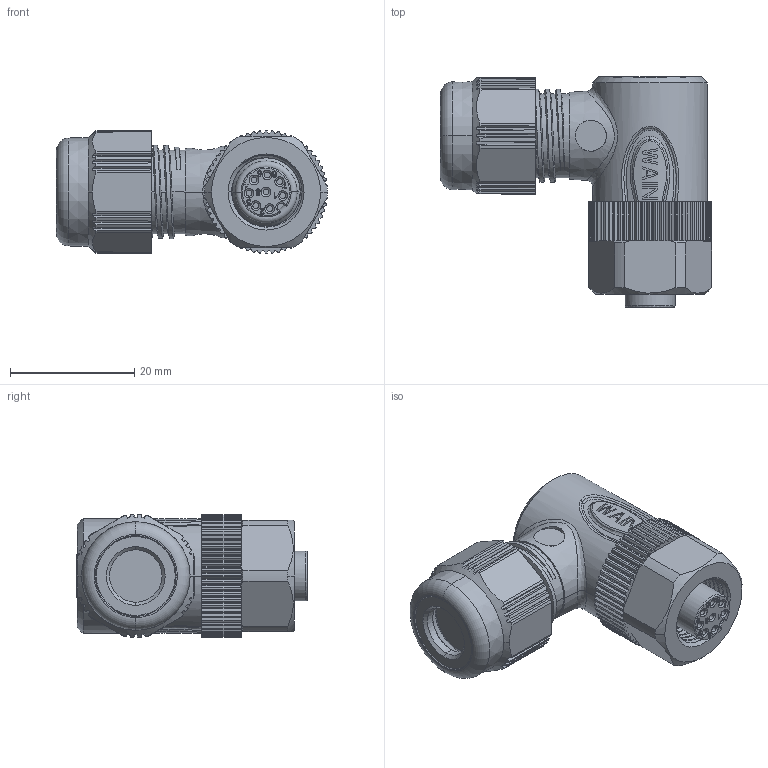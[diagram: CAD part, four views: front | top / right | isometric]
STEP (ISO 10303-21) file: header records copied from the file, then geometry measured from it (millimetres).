
FILE_DESCRIPTION((''),'2;1');
FILE_NAME('3D_1630045233504_M12S-FST04A-S-','2024-03-18T',('12262'),(''),'PRO/ENGINEER BY PARAMETRIC TECHNOLOGY CORPORATION, 2012480','PRO/ENGINEER BY PARAMETRIC TECHNOLOGY CORPORATION, 2012480','');
FILE_SCHEMA(('CONFIG_CONTROL_DESIGN'));
Products named in the file (1): 3D_1630045233504_M12S-FST04A-S-
Bounding box: 43.65 x 37.1 x 19.8 mm (x, y, z)
Volume: 13845.3 mm3; surface area: 11555.7 mm2
Topology: 1 solids, 3 shells, 1087 faces, 3146 edges, 2095 vertices
Faces by surface type: plane 485, cylinder 272, extrusion 121, cone 84, bspline 68, torus 51, sphere 6
Entity records: 51472 total; most frequent: CARTESIAN_POINT 24032, ORIENTED_EDGE 6288, DIRECTION 4934, EDGE_CURVE 3144, VERTEX_POINT 2095, AXIS2_PLACEMENT_3D 1738, VECTOR 1458, LINE 1337
